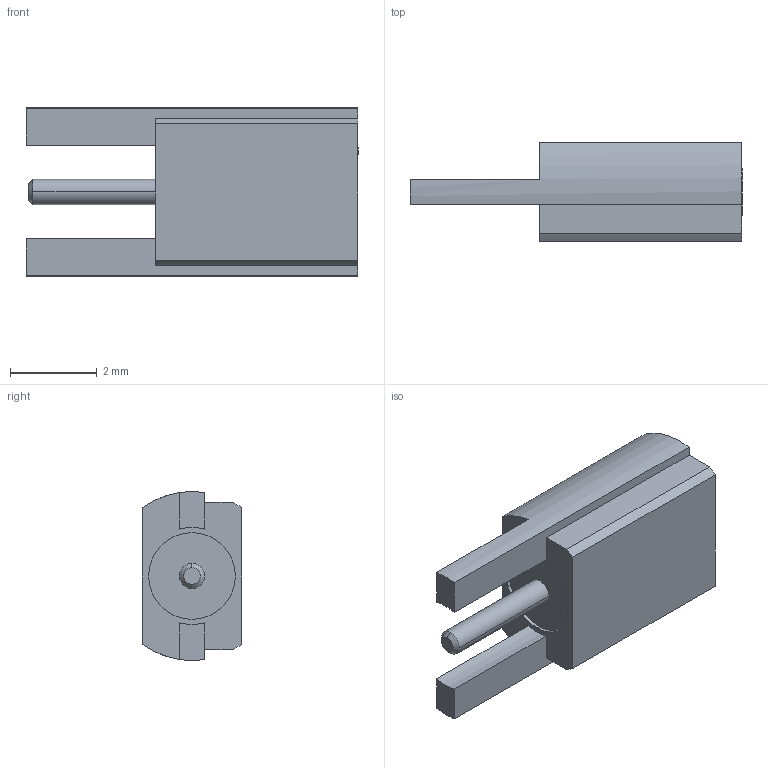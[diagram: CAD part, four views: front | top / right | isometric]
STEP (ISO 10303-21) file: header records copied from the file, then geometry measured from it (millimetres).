
FILE_DESCRIPTION (( 'STEP AP214' ), '1' );
FILE_NAME ('Connector Jack RF-Coaxial SMA SSMCX Molex 734154670 50 Ohm EdgeBoard.STEP', '2018-02-12T15:33:33', ( '' ), ( '' ), 'SwSTEP 2.0', 'SolidWorks 2016', '' );
FILE_SCHEMA (( 'AUTOMOTIVE_DESIGN' ));
Length unit declared in the file: millimetre
Products named in the file (1): Connector Jack RF-Coaxial SMA SSMCX Molex 734154670 50 Ohm EdgeBoard
Bounding box: 7.67 x 2.3 x 3.9 mm (x, y, z)
Volume: 35.3 mm3; surface area: 115.1 mm2
Topology: 1 solids, 1 shells, 67 faces, 167 edges, 105 vertices
Faces by surface type: cylinder 28, plane 24, cone 11, bspline 4
Entity records: 2894 total; most frequent: CARTESIAN_POINT 517, DIRECTION 351, ORIENTED_EDGE 330, EDGE_CURVE 165, AXIS2_PLACEMENT_3D 137, VERTEX_POINT 105, LINE 77, VECTOR 77
